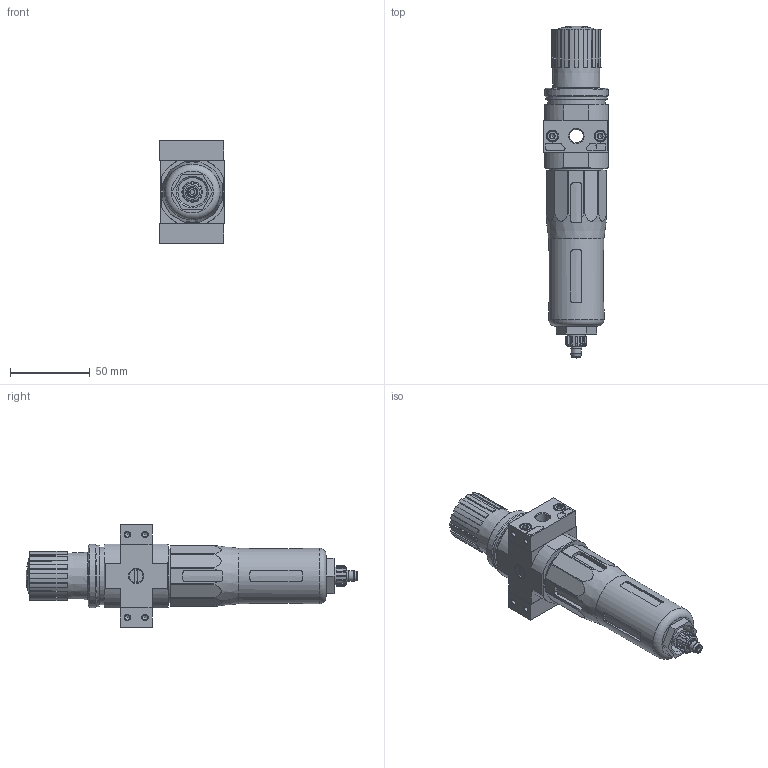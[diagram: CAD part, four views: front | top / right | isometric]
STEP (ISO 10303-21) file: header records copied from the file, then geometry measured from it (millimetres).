
FILE_DESCRIPTION(/* description */ ('STEP AP214'),/* implementation_level */ '2;1');
FILE_NAME(/* name */ '162686_LFR-1_8-D-O-MINI',/* time_stamp */ '2024-09-03T20:25:34+02:00',/* author */ ('License CC BY-ND 4.0'),/* organization */ ('CADENAS'),/* preprocessor_version */ 'ST-DEVELOPER v19.3',/* originating_system */ 'PARTsolutions',/* authorisation */ ' ');
FILE_SCHEMA (('CONFIG_CONTROL_DESIGN','AUTOMOTIVE_DESIGN {1 0 10303 214 3 1 1}'));
Length unit declared in the file: millimetre
Products named in the file (8): 162686 LFR-1/8-D-O-MINI---(0); 123587 LFR-D-MINI--(0); 380287 PBL-1/8-D-MINI-R---(0) p1; DIN-912 - M4x16(F); 380285 PBL-1/8-D-MINI-L---(1) p1; 398011 LRVS-D-MINI; 373845 LR-MINI; 648415 LF
Assembly tree (11 placements, depth 2):
  162686 LFR-1/8-D-O-MINI---(0)
    123587 LFR-D-MINI--(0)
    380287 PBL-1/8-D-MINI-R---(0) p1
    DIN-912 - M4x16(F)  x4
    380285 PBL-1/8-D-MINI-L---(1) p1
    398011 LRVS-D-MINI
    373845 LR-MINI  x2
    648415 LF
Bounding box: 40.4 x 208 x 64 mm (x, y, z)
Volume: 208325.4 mm3; surface area: 44526.1 mm2
Topology: 11 solids, 11 shells, 606 faces, 1483 edges, 944 vertices
Faces by surface type: plane 336, cylinder 160, cone 97, torus 8, sphere 5
Full cylindrical faces by diameter (mm): 3 x1, 3.242 x8, 4 x4, 4.3 x2, 5.6 x1, 6.4 x1, 6.8 x1, 6.9 x2, 7 x4, 7.1 x1, 8.2 x2, 8.566 x4, 9 x1, 9.728 x2, 11 x1, 11.2 x1, 12.2 x2, 12.6 x1, 15.7 x1, 15.8 x1, 18 x1, 24.9 x1, 26.9 x1, 33.9 x1, 34.376 x1, 34.7 x1, 36 x2, 38.5 x1, 39.8 x1
Entity records: 17337 total; most frequent: CARTESIAN_POINT 3166, DIRECTION 2522, ORIENTED_EDGE 2356, EDGE_CURVE 1178, AXIS2_PLACEMENT_3D 985, VERTEX_POINT 833, FACE_BOUND 677, EDGE_LOOP 668
